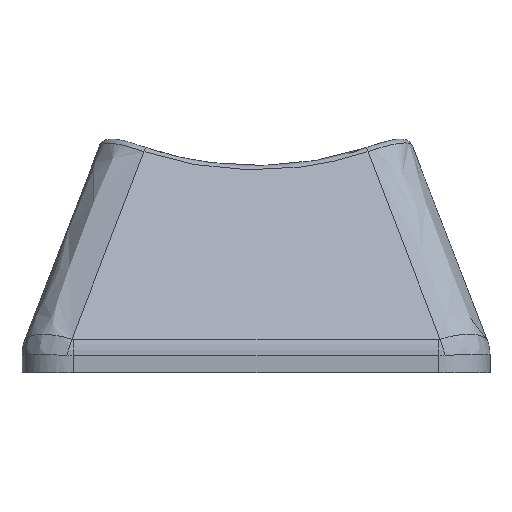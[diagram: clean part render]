
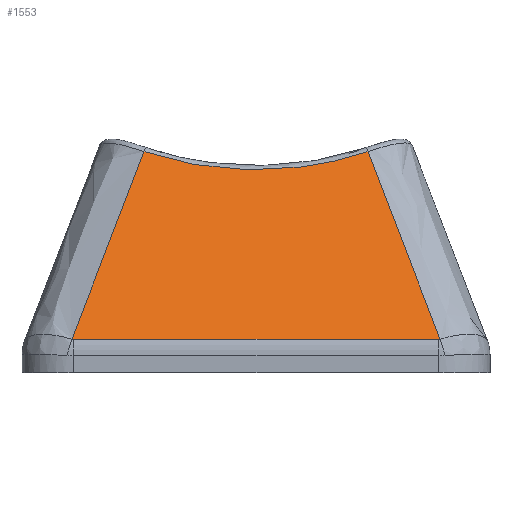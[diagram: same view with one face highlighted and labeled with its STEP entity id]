
A CAD part, front view. The second image highlights one B-rep face of the part: STEP entity #1553.
In plain terms, the highlighted planar face has unit normal (0, -0.906, 0.424).
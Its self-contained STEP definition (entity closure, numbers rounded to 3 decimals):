
#14=PLANE('',#1648);
#41=LINE('',#2893,#97);
#97=VECTOR('',#1722,10.);
#164=ELLIPSE('',#1630,1.179,0.5);
#166=ELLIPSE('',#1635,1.179,0.5);
#234=FACE_OUTER_BOUND('',#319,.T.);
#319=EDGE_LOOP('',(#1155,#1156,#1157,#1158,#1159,#1160));
#478=B_SPLINE_CURVE_WITH_KNOTS('',3,(#3338,#3339,#3340,#3341),
 .UNSPECIFIED.,.F.,.F.,(4,4),(-0.929,-0.078),
 .UNSPECIFIED.);
#480=B_SPLINE_CURVE_WITH_KNOTS('',3,(#3349,#3350,#3351,#3352),
 .UNSPECIFIED.,.F.,.F.,(4,4),(0.078,0.929),
 .UNSPECIFIED.);
#481=B_SPLINE_CURVE_WITH_KNOTS('',3,(#3353,#3354,#3355,#3356),
 .UNSPECIFIED.,.F.,.F.,(4,4),(-0.888,0.),.UNSPECIFIED.);
#607=VERTEX_POINT('',#2849);
#611=VERTEX_POINT('',#2883);
#613=VERTEX_POINT('',#2889);
#615=VERTEX_POINT('',#2910);
#641=VERTEX_POINT('',#3337);
#642=VERTEX_POINT('',#3348);
#795=EDGE_CURVE('',#607,#611,#164,.T.);
#798=EDGE_CURVE('',#611,#613,#41,.T.);
#801=EDGE_CURVE('',#613,#615,#166,.T.);
#840=EDGE_CURVE('',#615,#641,#478,.T.);
#842=EDGE_CURVE('',#642,#607,#480,.T.);
#843=EDGE_CURVE('',#641,#642,#481,.T.);
#1155=ORIENTED_EDGE('',*,*,#801,.F.);
#1156=ORIENTED_EDGE('',*,*,#798,.F.);
#1157=ORIENTED_EDGE('',*,*,#795,.F.);
#1158=ORIENTED_EDGE('',*,*,#842,.F.);
#1159=ORIENTED_EDGE('',*,*,#843,.F.);
#1160=ORIENTED_EDGE('',*,*,#840,.F.);
#1553=ADVANCED_FACE('',(#234),#14,.T.);
#1630=AXIS2_PLACEMENT_3D('',#2887,#1715,#1716);
#1635=AXIS2_PLACEMENT_3D('',#2914,#1727,#1728);
#1648=AXIS2_PLACEMENT_3D('',#3347,#1755,#1756);
#1715=DIRECTION('center_axis',(0.,0.906,-0.424));
#1716=DIRECTION('ref_axis',(0.,-0.424,-0.906));
#1722=DIRECTION('',(-1.,0.,0.));
#1727=DIRECTION('center_axis',(0.,0.906,-0.424));
#1728=DIRECTION('ref_axis',(0.,-0.424,-0.906));
#1755=DIRECTION('center_axis',(0.,-0.906,
0.424));
#1756=DIRECTION('ref_axis',(0.,-0.424,-0.906));
#2849=CARTESIAN_POINT('',(7.145,-8.935,0.311));
#2883=CARTESIAN_POINT('',(7.081,-8.939,0.302));
#2887=CARTESIAN_POINT('Origin',(7.081,-8.439,1.37));
#2889=CARTESIAN_POINT('',(-7.08,-8.939,0.302));
#2893=CARTESIAN_POINT('',(7.525,-8.939,0.302));
#2910=CARTESIAN_POINT('',(-7.145,-8.935,0.311));
#2914=CARTESIAN_POINT('Origin',(-7.08,-8.439,1.37));
#3337=CARTESIAN_POINT('',(-4.347,-5.527,7.588));
#3338=CARTESIAN_POINT('Ctrl Pts',(-7.145,-8.935,0.311));
#3339=CARTESIAN_POINT('Ctrl Pts',(-6.22,-7.798,2.739));
#3340=CARTESIAN_POINT('Ctrl Pts',(-5.289,-6.662,5.165));
#3341=CARTESIAN_POINT('Ctrl Pts',(-4.347,-5.527,7.588));
#3347=CARTESIAN_POINT('Origin',(5.969,-5.088,8.527));
#3348=CARTESIAN_POINT('',(4.347,-5.527,7.588));
#3349=CARTESIAN_POINT('Ctrl Pts',(4.347,-5.527,7.588));
#3350=CARTESIAN_POINT('Ctrl Pts',(5.289,-6.662,5.165));
#3351=CARTESIAN_POINT('Ctrl Pts',(6.22,-7.798,2.739));
#3352=CARTESIAN_POINT('Ctrl Pts',(7.145,-8.935,0.311));
#3353=CARTESIAN_POINT('Ctrl Pts',(-4.347,-5.527,7.588));
#3354=CARTESIAN_POINT('Ctrl Pts',(-1.575,-5.969,6.645));
#3355=CARTESIAN_POINT('Ctrl Pts',(1.575,-5.969,6.645));
#3356=CARTESIAN_POINT('Ctrl Pts',(4.347,-5.527,7.588));
